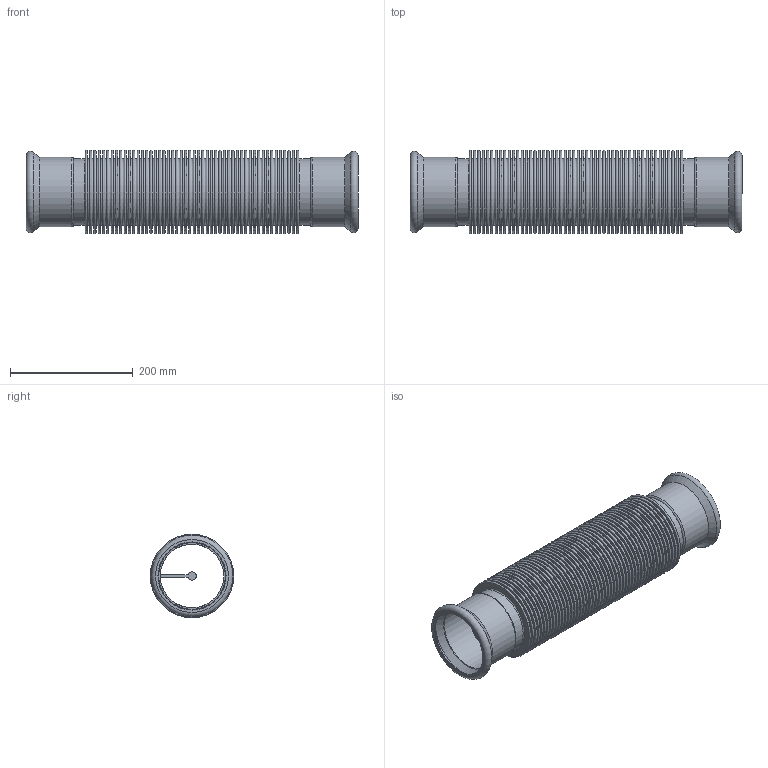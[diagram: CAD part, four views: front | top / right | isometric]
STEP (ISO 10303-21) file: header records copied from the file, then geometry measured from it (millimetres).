
FILE_DESCRIPTION(/* description */ (''),/* implementation_level */ '2;1');
FILE_NAME(/* name */ '33931.stp',/* time_stamp */ '2014-04-03T12:03:41+02:00',/* author */ ('bruh'),/* organization */ (''),/* preprocessor_version */ 'ST-DEVELOPER v15.2',/* originating_system */ 'Autodesk Inventor 2014',/* authorisation */ '');
FILE_SCHEMA (('AUTOMOTIVE_DESIGN { 1 0 10303 214 3 1 1 }'));
Length unit declared in the file: millimetre
Products named in the file (3): 90731; 33931
Bounding box: 542 x 136 x 136 mm (x, y, z)
Volume: 1323879.2 mm3; surface area: 886024.8 mm2
Topology: 3 solids, 3 shells, 246 faces, 390 edges, 254 vertices
Faces by surface type: plane 116, torus 109, cylinder 13, cone 8
Full cylindrical faces by diameter (mm): 104 x3, 108 x2, 108.8 x2, 110.4 x2, 112.8 x2
Entity records: 4654 total; most frequent: DIRECTION 918, CARTESIAN_POINT 691, ORIENTED_EDGE 464, AXIS2_PLACEMENT_3D 455, EDGE_LOOP 446, FACE_BOUND 273, EDGE_CURVE 232, VERTEX_POINT 228
